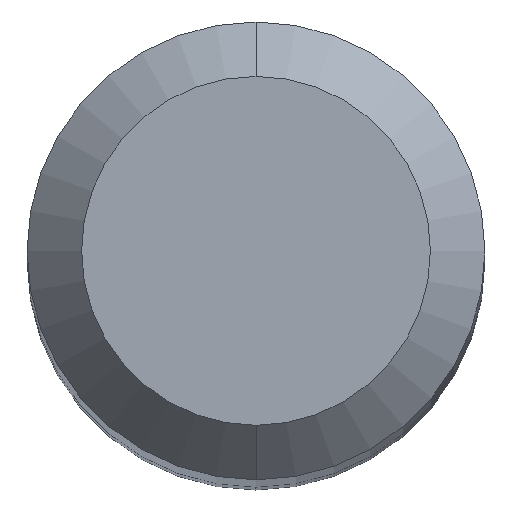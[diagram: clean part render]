
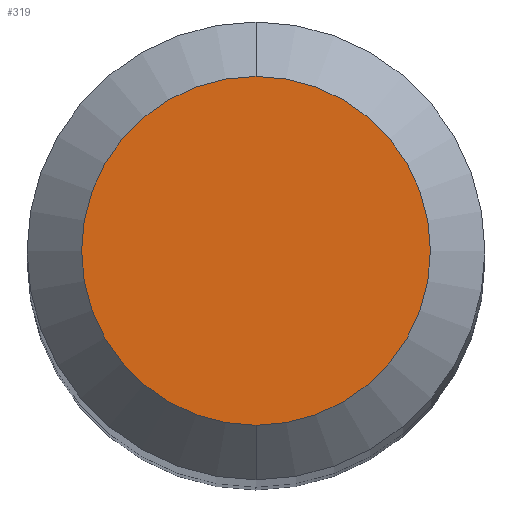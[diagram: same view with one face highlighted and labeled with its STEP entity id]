
A CAD part, top view. The second image highlights one B-rep face of the part: STEP entity #319.
In plain terms, the highlighted planar face has unit normal (0, 0, 1).
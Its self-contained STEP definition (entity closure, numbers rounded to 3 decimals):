
#18 = AXIS2_PLACEMENT_3D ( 'NONE', #337, #207, #156 ) ;
#35 = CIRCLE ( 'NONE', #302, 1.6 ) ;
#46 = CARTESIAN_POINT ( 'NONE',  ( 0., 0., 55. ) ) ;
#88 = EDGE_CURVE ( 'NONE', #136, #120, #287, .T. ) ;
#98 = DIRECTION ( 'NONE',  ( 0., 1., 0. ) ) ;
#112 = FACE_OUTER_BOUND ( 'NONE', #257, .T. ) ;
#113 = DIRECTION ( 'NONE',  ( 0., 1., 0. ) ) ;
#120 = VERTEX_POINT ( 'NONE', #274 ) ;
#124 = CARTESIAN_POINT ( 'NONE',  ( 0., -1.6, 55. ) ) ;
#136 = VERTEX_POINT ( 'NONE', #124 ) ;
#156 = DIRECTION ( 'NONE',  ( 0., 1., 0. ) ) ;
#169 = ORIENTED_EDGE ( 'NONE', *, *, #88, .F. ) ;
#185 = AXIS2_PLACEMENT_3D ( 'NONE', #292, #221, #98 ) ;
#207 = DIRECTION ( 'NONE',  ( 0., 0., -1. ) ) ;
#211 = PLANE ( 'NONE',  #185 ) ;
#221 = DIRECTION ( 'NONE',  ( 0., 0., -1. ) ) ;
#257 = EDGE_LOOP ( 'NONE', ( #276, #169 ) ) ;
#266 = DIRECTION ( 'NONE',  ( 0., 0., -1. ) ) ;
#274 = CARTESIAN_POINT ( 'NONE',  ( 0., 1.6, 55. ) ) ;
#276 = ORIENTED_EDGE ( 'NONE', *, *, #294, .F. ) ;
#287 = CIRCLE ( 'NONE', #18, 1.6 ) ;
#292 = CARTESIAN_POINT ( 'NONE',  ( 0., 0., 55. ) ) ;
#294 = EDGE_CURVE ( 'NONE', #120, #136, #35, .T. ) ;
#302 = AXIS2_PLACEMENT_3D ( 'NONE', #46, #266, #113 ) ;
#319 = ADVANCED_FACE ( 'NONE', ( #112 ), #211, .F. ) ;
#337 = CARTESIAN_POINT ( 'NONE',  ( 0., 0., 55. ) ) ;
